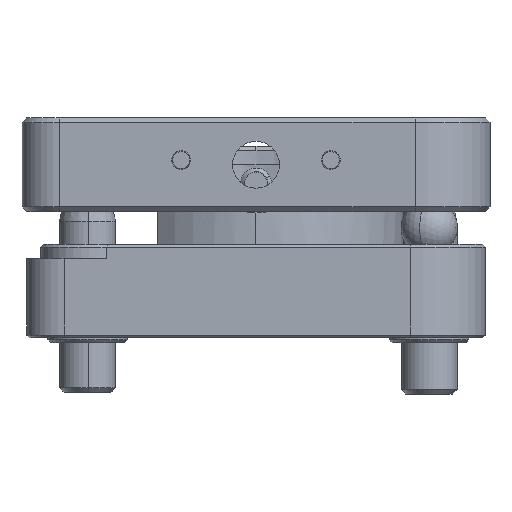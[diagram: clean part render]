
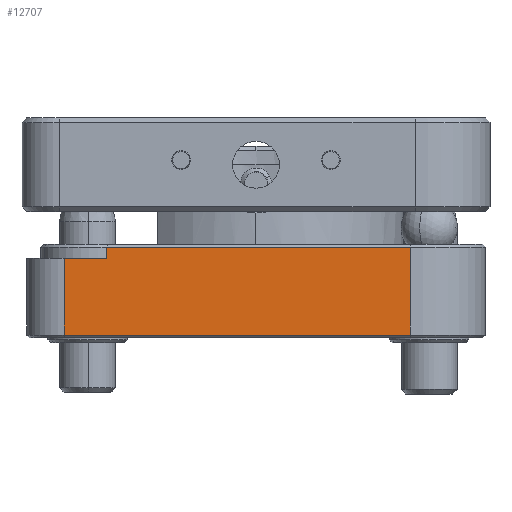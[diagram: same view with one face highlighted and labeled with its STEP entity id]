
A CAD part, front view. The second image highlights one B-rep face of the part: STEP entity #12707.
In plain terms, the highlighted planar face has unit normal (0, -1, 0).
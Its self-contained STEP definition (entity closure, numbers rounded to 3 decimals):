
#45 = DIRECTION ( 'NONE',  ( -1., 0., 0. ) ) ;
#253 = VERTEX_POINT ( 'NONE', #12326 ) ;
#360 = CARTESIAN_POINT ( 'NONE',  ( -24.5, -24.5, -19.5 ) ) ;
#412 = DIRECTION ( 'NONE',  ( 0., 1., 0. ) ) ;
#691 = VERTEX_POINT ( 'NONE', #1786 ) ;
#738 = VECTOR ( 'NONE', #7351, 1000. ) ;
#1386 = LINE ( 'NONE', #13185, #8515 ) ;
#1435 = LINE ( 'NONE', #5661, #4559 ) ;
#1453 = VERTEX_POINT ( 'NONE', #14346 ) ;
#1722 = DIRECTION ( 'NONE',  ( -1., 0., 0. ) ) ;
#1786 = CARTESIAN_POINT ( 'NONE',  ( 16.5, -24.5, -29.2 ) ) ;
#1878 = VERTEX_POINT ( 'NONE', #2640 ) ;
#1985 = ORIENTED_EDGE ( 'NONE', *, *, #12501, .T. ) ;
#2250 = ORIENTED_EDGE ( 'NONE', *, *, #5824, .T. ) ;
#2640 = CARTESIAN_POINT ( 'NONE',  ( -16., -24.5, -19.8 ) ) ;
#2731 = EDGE_CURVE ( 'NONE', #253, #691, #1386, .T. ) ;
#2734 = LINE ( 'NONE', #10996, #11818 ) ;
#3519 = DIRECTION ( 'NONE',  ( 0., 0., -1. ) ) ;
#3676 = FACE_OUTER_BOUND ( 'NONE', #11839, .T. ) ;
#4559 = VECTOR ( 'NONE', #14291, 1000. ) ;
#5508 = ORIENTED_EDGE ( 'NONE', *, *, #6319, .T. ) ;
#5661 = CARTESIAN_POINT ( 'NONE',  ( 16.5, -24.5, -19.5 ) ) ;
#5824 = EDGE_CURVE ( 'NONE', #1453, #1878, #13005, .T. ) ;
#6319 = EDGE_CURVE ( 'NONE', #7056, #8133, #2734, .T. ) ;
#7056 = VERTEX_POINT ( 'NONE', #10665 ) ;
#7302 = CARTESIAN_POINT ( 'NONE',  ( -20.5, -24.5, -19.5 ) ) ;
#7351 = DIRECTION ( 'NONE',  ( 0., 0., 1. ) ) ;
#7567 = ORIENTED_EDGE ( 'NONE', *, *, #12515, .F. ) ;
#7792 = CARTESIAN_POINT ( 'NONE',  ( -20.5, -24.5, -21. ) ) ;
#8025 = AXIS2_PLACEMENT_3D ( 'NONE', #360, #412, #1722 ) ;
#8133 = VERTEX_POINT ( 'NONE', #7792 ) ;
#8515 = VECTOR ( 'NONE', #11126, 1000. ) ;
#10652 = VECTOR ( 'NONE', #45, 1000. ) ;
#10665 = CARTESIAN_POINT ( 'NONE',  ( -16., -24.5, -21. ) ) ;
#10790 = LINE ( 'NONE', #14647, #738 ) ;
#10820 = DIRECTION ( 'NONE',  ( -1., 0., 0. ) ) ;
#10996 = CARTESIAN_POINT ( 'NONE',  ( 0., -24.5, -21. ) ) ;
#11014 = CARTESIAN_POINT ( 'NONE',  ( -16., -24.5, -19.8 ) ) ;
#11126 = DIRECTION ( 'NONE',  ( 1., 0., 0. ) ) ;
#11818 = VECTOR ( 'NONE', #10820, 1000. ) ;
#11839 = EDGE_LOOP ( 'NONE', ( #12339, #2250, #7567, #5508, #1985, #12153 ) ) ;
#12153 = ORIENTED_EDGE ( 'NONE', *, *, #2731, .T. ) ;
#12326 = CARTESIAN_POINT ( 'NONE',  ( -20.5, -24.5, -29.2 ) ) ;
#12339 = ORIENTED_EDGE ( 'NONE', *, *, #15831, .T. ) ;
#12501 = EDGE_CURVE ( 'NONE', #8133, #253, #13712, .T. ) ;
#12515 = EDGE_CURVE ( 'NONE', #7056, #1878, #10790, .T. ) ;
#12707 = ADVANCED_FACE ( 'NONE', ( #3676 ), #12872, .F. ) ;
#12872 = PLANE ( 'NONE',  #8025 ) ;
#13005 = LINE ( 'NONE', #11014, #10652 ) ;
#13185 = CARTESIAN_POINT ( 'NONE',  ( -24.5, -24.5, -29.2 ) ) ;
#13712 = LINE ( 'NONE', #7302, #13899 ) ;
#13899 = VECTOR ( 'NONE', #3519, 1000. ) ;
#14291 = DIRECTION ( 'NONE',  ( 0., 0., 1. ) ) ;
#14346 = CARTESIAN_POINT ( 'NONE',  ( 16.5, -24.5, -19.8 ) ) ;
#14647 = CARTESIAN_POINT ( 'NONE',  ( -16., -24.5, -21. ) ) ;
#15831 = EDGE_CURVE ( 'NONE', #691, #1453, #1435, .T. ) ;
